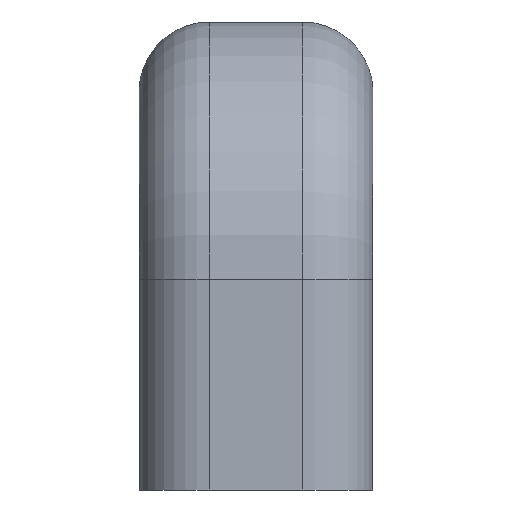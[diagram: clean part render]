
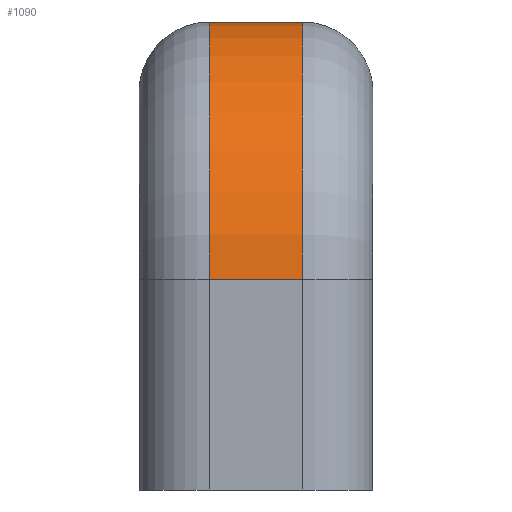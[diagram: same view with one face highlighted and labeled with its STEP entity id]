
A CAD part, left-side view. The second image highlights one B-rep face of the part: STEP entity #1090.
In plain terms, the highlighted cylindrical face has radius 27.5 mm (diameter 55 mm), a partial arc.
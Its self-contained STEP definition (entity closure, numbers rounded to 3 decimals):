
#113 = CIRCLE ( 'NONE', #4793, 27.5 ) ;
#298 = CARTESIAN_POINT ( 'NONE',  ( -60., -5., 22.5 ) ) ;
#906 = VECTOR ( 'NONE', #6983, 1000. ) ;
#1090 = ADVANCED_FACE ( 'NONE', ( #5884 ), #2081, .T. ) ;
#1161 = LINE ( 'NONE', #3707, #4421 ) ;
#1220 = CARTESIAN_POINT ( 'NONE',  ( -87.5, -5., 22.5 ) ) ;
#1349 = CARTESIAN_POINT ( 'NONE',  ( -60., 5., 22.5 ) ) ;
#1451 = DIRECTION ( 'NONE',  ( 0., 0., 1. ) ) ;
#1589 = CIRCLE ( 'NONE', #6236, 27.5 ) ;
#1681 = CARTESIAN_POINT ( 'NONE',  ( -60., -5., 50. ) ) ;
#1758 = VERTEX_POINT ( 'NONE', #1681 ) ;
#1866 = VERTEX_POINT ( 'NONE', #1220 ) ;
#2081 = CYLINDRICAL_SURFACE ( 'NONE', #3724, 27.5 ) ;
#2362 = CARTESIAN_POINT ( 'NONE',  ( -87.5, 5., 22.5 ) ) ;
#2566 = ORIENTED_EDGE ( 'NONE', *, *, #3477, .T. ) ;
#2842 = DIRECTION ( 'NONE',  ( 0., 1., 0. ) ) ;
#2877 = EDGE_CURVE ( 'NONE', #6326, #1758, #8235, .T. ) ;
#3477 = EDGE_CURVE ( 'NONE', #8256, #1866, #1161, .T. ) ;
#3707 = CARTESIAN_POINT ( 'NONE',  ( -87.5, -5., 22.5 ) ) ;
#3724 = AXIS2_PLACEMENT_3D ( 'NONE', #4642, #7170, #1451 ) ;
#3913 = DIRECTION ( 'NONE',  ( 0., 1., 0. ) ) ;
#4032 = ORIENTED_EDGE ( 'NONE', *, *, #6564, .F. ) ;
#4174 = CARTESIAN_POINT ( 'NONE',  ( -60., 5., 50. ) ) ;
#4421 = VECTOR ( 'NONE', #6250, 1000. ) ;
#4449 = CARTESIAN_POINT ( 'NONE',  ( -60., -5., 50. ) ) ;
#4642 = CARTESIAN_POINT ( 'NONE',  ( -60., 0., 22.5 ) ) ;
#4793 = AXIS2_PLACEMENT_3D ( 'NONE', #1349, #3913, #6449 ) ;
#5396 = DIRECTION ( 'NONE',  ( -1., 0., 0. ) ) ;
#5566 = EDGE_CURVE ( 'NONE', #1866, #1758, #1589, .T. ) ;
#5884 = FACE_OUTER_BOUND ( 'NONE', #6353, .T. ) ;
#6236 = AXIS2_PLACEMENT_3D ( 'NONE', #298, #2842, #5396 ) ;
#6250 = DIRECTION ( 'NONE',  ( 0., -1., 0. ) ) ;
#6326 = VERTEX_POINT ( 'NONE', #4174 ) ;
#6353 = EDGE_LOOP ( 'NONE', ( #6878, #7827, #4032, #2566 ) ) ;
#6449 = DIRECTION ( 'NONE',  ( -1., 0., 0. ) ) ;
#6564 = EDGE_CURVE ( 'NONE', #8256, #6326, #113, .T. ) ;
#6878 = ORIENTED_EDGE ( 'NONE', *, *, #5566, .T. ) ;
#6983 = DIRECTION ( 'NONE',  ( 0., -1., 0. ) ) ;
#7170 = DIRECTION ( 'NONE',  ( 0., 1., 0. ) ) ;
#7827 = ORIENTED_EDGE ( 'NONE', *, *, #2877, .F. ) ;
#8235 = LINE ( 'NONE', #4449, #906 ) ;
#8256 = VERTEX_POINT ( 'NONE', #2362 ) ;
